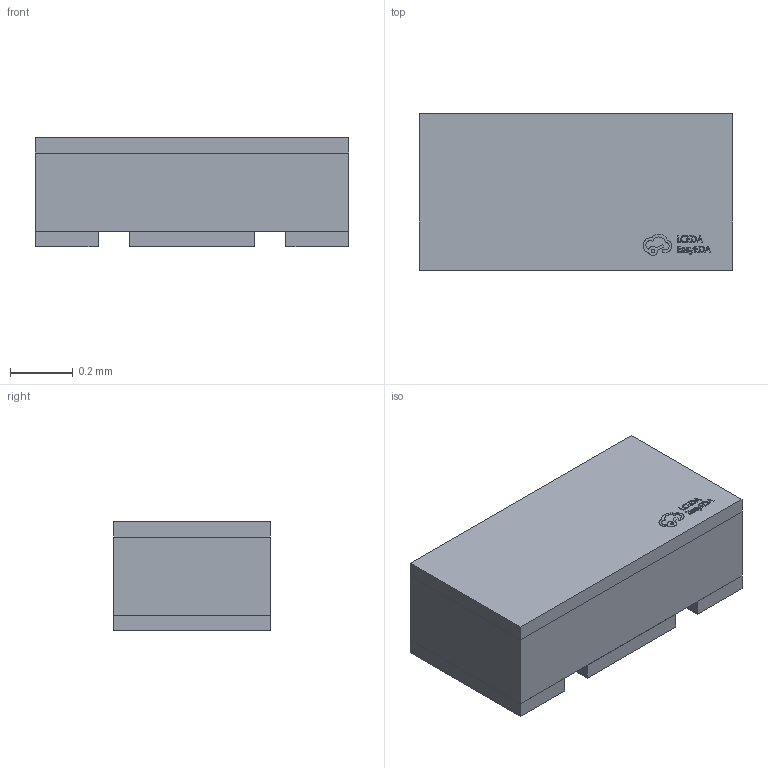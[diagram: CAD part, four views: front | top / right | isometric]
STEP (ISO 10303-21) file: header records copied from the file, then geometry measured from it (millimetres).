
FILE_DESCRIPTION (( 'STEP AP214' ), '1' );
FILE_NAME ('D0402_L1-W0.5-H0.4-LS1.0.step', '2022-08-04T02:30:54', ( '' ), ( '' ), 'SwSTEP 2.0', 'SolidWorks 2020', '' );
FILE_SCHEMA (( 'AUTOMOTIVE_DESIGN' ));
Length unit declared in the file: millimetre
Products named in the file (1): D0402_L1-W0.5-H0.4-LS1.0
Bounding box: 1 x 0.5 x 0.35 mm (x, y, z)
Volume: 0.2 mm3; surface area: 4 mm2
Topology: 18 solids, 18 shells, 320 faces, 831 edges, 554 vertices
Faces by surface type: plane 208, bspline 112
Entity records: 13991 total; most frequent: CARTESIAN_POINT 3810, ORIENTED_EDGE 1662, DIRECTION 1021, EDGE_CURVE 831, VECTOR 603, LINE 603, VERTEX_POINT 554, EDGE_LOOP 339
